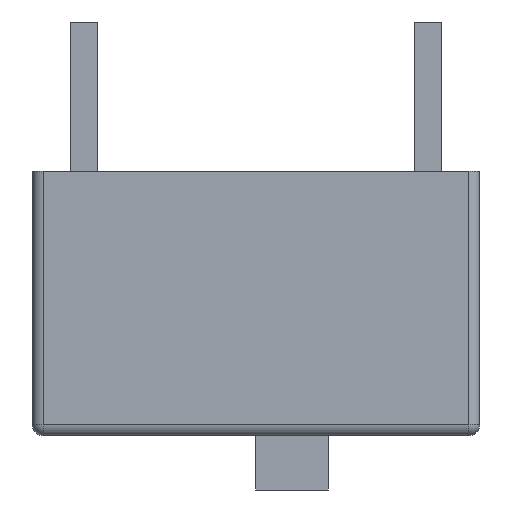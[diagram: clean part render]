
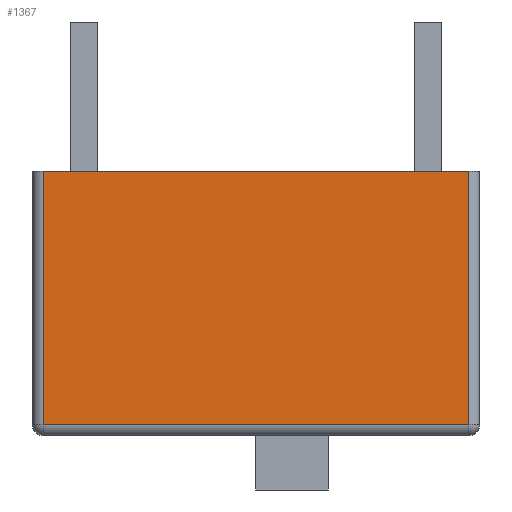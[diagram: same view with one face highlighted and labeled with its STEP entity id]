
A CAD part, left-side view. The second image highlights one B-rep face of the part: STEP entity #1367.
In plain terms, the highlighted planar face has unit normal (-1, 0, 0).
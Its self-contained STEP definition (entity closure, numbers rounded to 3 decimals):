
#23 = EDGE_LOOP ( 'NONE', ( #4472, #5940, #6371, #5104 ) ) ;
#432 = DIRECTION ( 'NONE',  ( 1., 0., 0. ) ) ;
#702 = CARTESIAN_POINT ( 'NONE',  ( -13.38, -4.7, 5.85 ) ) ;
#849 = CARTESIAN_POINT ( 'NONE',  ( -13.38, 4.7, 0.25 ) ) ;
#893 = DIRECTION ( 'NONE',  ( 0., -1., 0. ) ) ;
#1146 = VERTEX_POINT ( 'NONE', #1530 ) ;
#1282 = LINE ( 'NONE', #7305, #3349 ) ;
#1367 = ADVANCED_FACE ( 'NONE', ( #5504 ), #1605, .F. ) ;
#1530 = CARTESIAN_POINT ( 'NONE',  ( -13.38, -4.7, 0.25 ) ) ;
#1605 = PLANE ( 'NONE',  #5883 ) ;
#2466 = DIRECTION ( 'NONE',  ( 0., 0., -1. ) ) ;
#2504 = EDGE_CURVE ( 'NONE', #4642, #3557, #6000, .T. ) ;
#2703 = CARTESIAN_POINT ( 'NONE',  ( -13.38, 4.95, 5.85 ) ) ;
#2810 = LINE ( 'NONE', #2703, #7608 ) ;
#3113 = CARTESIAN_POINT ( 'NONE',  ( -13.38, 4.7, 5.85 ) ) ;
#3127 = DIRECTION ( 'NONE',  ( 0., -1., 0. ) ) ;
#3349 = VECTOR ( 'NONE', #3127, 1000. ) ;
#3557 = VERTEX_POINT ( 'NONE', #849 ) ;
#4025 = CARTESIAN_POINT ( 'NONE',  ( -13.38, 4.95, 5.85 ) ) ;
#4188 = LINE ( 'NONE', #702, #5807 ) ;
#4472 = ORIENTED_EDGE ( 'NONE', *, *, #7401, .T. ) ;
#4639 = DIRECTION ( 'NONE',  ( 0., 1., 0. ) ) ;
#4642 = VERTEX_POINT ( 'NONE', #5599 ) ;
#4958 = VECTOR ( 'NONE', #2466, 1000. ) ;
#5104 = ORIENTED_EDGE ( 'NONE', *, *, #2504, .T. ) ;
#5504 = FACE_OUTER_BOUND ( 'NONE', #23, .T. ) ;
#5599 = CARTESIAN_POINT ( 'NONE',  ( -13.38, 4.7, 5.85 ) ) ;
#5807 = VECTOR ( 'NONE', #7385, 1000. ) ;
#5883 = AXIS2_PLACEMENT_3D ( 'NONE', #4025, #432, #4639 ) ;
#5905 = EDGE_CURVE ( 'NONE', #4642, #6756, #2810, .T. ) ;
#5940 = ORIENTED_EDGE ( 'NONE', *, *, #7370, .T. ) ;
#6000 = LINE ( 'NONE', #3113, #4958 ) ;
#6371 = ORIENTED_EDGE ( 'NONE', *, *, #5905, .F. ) ;
#6712 = CARTESIAN_POINT ( 'NONE',  ( -13.38, -4.7, 5.85 ) ) ;
#6756 = VERTEX_POINT ( 'NONE', #6712 ) ;
#7305 = CARTESIAN_POINT ( 'NONE',  ( -13.38, 4.95, 0.25 ) ) ;
#7370 = EDGE_CURVE ( 'NONE', #1146, #6756, #4188, .T. ) ;
#7385 = DIRECTION ( 'NONE',  ( 0., 0., 1. ) ) ;
#7401 = EDGE_CURVE ( 'NONE', #3557, #1146, #1282, .T. ) ;
#7608 = VECTOR ( 'NONE', #893, 1000. ) ;
